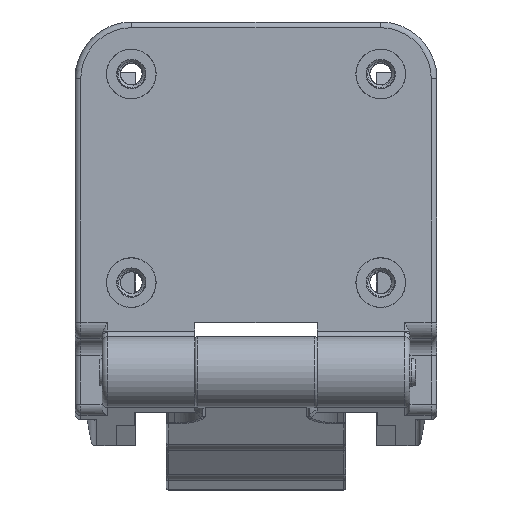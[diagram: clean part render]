
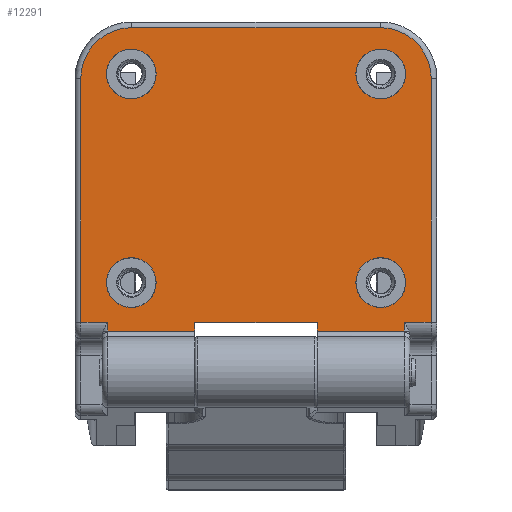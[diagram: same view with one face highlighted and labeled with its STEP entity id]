
A CAD part, top view. The second image highlights one B-rep face of the part: STEP entity #12291.
In plain terms, the highlighted planar face has unit normal (0, 0, 1).
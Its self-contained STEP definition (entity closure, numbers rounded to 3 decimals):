
#136=FACE_BOUND('',#2353,.T.);
#137=FACE_BOUND('',#2354,.T.);
#138=FACE_BOUND('',#2355,.T.);
#139=FACE_BOUND('',#2356,.T.);
#810=PLANE('',#13423);
#1635=FACE_OUTER_BOUND('',#2352,.T.);
#2352=EDGE_LOOP('',(#10521,#10522,#10523,#10524,#10525,#10526,#10527,#10528,
#10529,#10530,#10531,#10532,#10533,#10534));
#2353=EDGE_LOOP('',(#10535));
#2354=EDGE_LOOP('',(#10536));
#2355=EDGE_LOOP('',(#10537));
#2356=EDGE_LOOP('',(#10538));
#2985=LINE('',#23433,#3844);
#2991=LINE('',#23516,#3850);
#2995=LINE('',#23543,#3854);
#2999=LINE('',#23555,#3858);
#3003=LINE('',#23567,#3862);
#3139=LINE('',#24347,#3998);
#3140=LINE('',#24356,#3999);
#3146=LINE('',#24422,#4005);
#3147=LINE('',#24442,#4006);
#3148=LINE('',#24444,#4007);
#3149=LINE('',#24446,#4008);
#3150=LINE('',#24447,#4009);
#3844=VECTOR('',#15445,10.);
#3850=VECTOR('',#15489,10.);
#3854=VECTOR('',#15525,10.);
#3858=VECTOR('',#15539,10.);
#3862=VECTOR('',#15551,10.);
#3998=VECTOR('',#16045,10.);
#3999=VECTOR('',#16058,10.);
#4005=VECTOR('',#16100,10.);
#4006=VECTOR('',#16105,10.);
#4007=VECTOR('',#16106,10.);
#4008=VECTOR('',#16107,10.);
#4009=VECTOR('',#16108,10.);
#4576=CIRCLE('',#13034,2.2);
#4579=CIRCLE('',#13039,2.2);
#4633=CIRCLE('',#13171,4.5);
#4676=CIRCLE('',#13257,2.2);
#4679=CIRCLE('',#13262,2.2);
#4734=CIRCLE('',#13401,4.5);
#5494=VERTEX_POINT('',#22766);
#5497=VERTEX_POINT('',#22775);
#5617=VERTEX_POINT('',#23425);
#5618=VERTEX_POINT('',#23427);
#5619=VERTEX_POINT('',#23431);
#5629=VERTEX_POINT('',#23509);
#5636=VERTEX_POINT('',#23539);
#5639=VERTEX_POINT('',#23553);
#5643=VERTEX_POINT('',#23565);
#5675=VERTEX_POINT('',#23673);
#5678=VERTEX_POINT('',#23682);
#5798=VERTEX_POINT('',#24346);
#5799=VERTEX_POINT('',#24350);
#5800=VERTEX_POINT('',#24354);
#5808=VERTEX_POINT('',#24421);
#5811=VERTEX_POINT('',#24441);
#5812=VERTEX_POINT('',#24443);
#5813=VERTEX_POINT('',#24445);
#6949=EDGE_CURVE('',#5494,#5494,#4576,.T.);
#6953=EDGE_CURVE('',#5497,#5497,#4579,.T.);
#7132=EDGE_CURVE('',#5618,#5617,#4633,.T.);
#7135=EDGE_CURVE('',#5617,#5619,#2985,.T.);
#7155=EDGE_CURVE('',#5629,#5619,#2991,.T.);
#7169=EDGE_CURVE('',#5629,#5636,#2995,.T.);
#7175=EDGE_CURVE('',#5636,#5639,#2999,.T.);
#7181=EDGE_CURVE('',#5643,#5639,#3003,.T.);
#7233=EDGE_CURVE('',#5675,#5675,#4676,.T.);
#7237=EDGE_CURVE('',#5678,#5678,#4679,.T.);
#7424=EDGE_CURVE('',#5798,#5618,#3139,.T.);
#7427=EDGE_CURVE('',#5798,#5799,#4734,.T.);
#7429=EDGE_CURVE('',#5799,#5800,#3140,.T.);
#7446=EDGE_CURVE('',#5808,#5800,#3146,.T.);
#7450=EDGE_CURVE('',#5643,#5811,#3147,.T.);
#7451=EDGE_CURVE('',#5811,#5812,#3148,.T.);
#7452=EDGE_CURVE('',#5813,#5812,#3149,.T.);
#7453=EDGE_CURVE('',#5808,#5813,#3150,.T.);
#10521=ORIENTED_EDGE('',*,*,#7429,.F.);
#10522=ORIENTED_EDGE('',*,*,#7427,.F.);
#10523=ORIENTED_EDGE('',*,*,#7424,.T.);
#10524=ORIENTED_EDGE('',*,*,#7132,.T.);
#10525=ORIENTED_EDGE('',*,*,#7135,.T.);
#10526=ORIENTED_EDGE('',*,*,#7155,.F.);
#10527=ORIENTED_EDGE('',*,*,#7169,.T.);
#10528=ORIENTED_EDGE('',*,*,#7175,.T.);
#10529=ORIENTED_EDGE('',*,*,#7181,.F.);
#10530=ORIENTED_EDGE('',*,*,#7450,.T.);
#10531=ORIENTED_EDGE('',*,*,#7451,.T.);
#10532=ORIENTED_EDGE('',*,*,#7452,.F.);
#10533=ORIENTED_EDGE('',*,*,#7453,.F.);
#10534=ORIENTED_EDGE('',*,*,#7446,.T.);
#10535=ORIENTED_EDGE('',*,*,#6953,.F.);
#10536=ORIENTED_EDGE('',*,*,#6949,.F.);
#10537=ORIENTED_EDGE('',*,*,#7233,.T.);
#10538=ORIENTED_EDGE('',*,*,#7237,.T.);
#12291=ADVANCED_FACE('',(#1635,#136,#137,#138,#139),#810,.T.);
#13034=AXIS2_PLACEMENT_3D('',#22767,#15073,#15074);
#13039=AXIS2_PLACEMENT_3D('',#22776,#15084,#15085);
#13171=AXIS2_PLACEMENT_3D('',#23428,#15437,#15438);
#13257=AXIS2_PLACEMENT_3D('',#23674,#15664,#15665);
#13262=AXIS2_PLACEMENT_3D('',#23683,#15675,#15676);
#13401=AXIS2_PLACEMENT_3D('',#24352,#16052,#16053);
#13423=AXIS2_PLACEMENT_3D('',#24440,#16103,#16104);
#15073=DIRECTION('center_axis',(0.,0.,1.));
#15074=DIRECTION('ref_axis',(-1.,0.,0.));
#15084=DIRECTION('center_axis',(0.,0.,1.));
#15085=DIRECTION('ref_axis',(-1.,0.,0.));
#15437=DIRECTION('center_axis',(0.,0.,1.));
#15438=DIRECTION('ref_axis',(-0.707,0.707,0.));
#15445=DIRECTION('',(0.,-1.,0.));
#15489=DIRECTION('',(-1.,0.,0.));
#15525=DIRECTION('',(0.,-1.,0.));
#15539=DIRECTION('',(1.,0.,0.));
#15551=DIRECTION('',(0.,-1.,0.));
#15664=DIRECTION('center_axis',(0.,0.,-1.));
#15665=DIRECTION('ref_axis',(1.,0.,0.));
#15675=DIRECTION('center_axis',(0.,0.,-1.));
#15676=DIRECTION('ref_axis',(1.,0.,0.));
#16045=DIRECTION('',(-1.,0.,0.));
#16052=DIRECTION('center_axis',(0.,0.,-1.));
#16053=DIRECTION('ref_axis',(0.707,0.707,0.));
#16058=DIRECTION('',(0.,-1.,0.));
#16100=DIRECTION('',(1.,0.,0.));
#16103=DIRECTION('center_axis',(0.,0.,1.));
#16104=DIRECTION('ref_axis',(1.,0.,0.));
#16105=DIRECTION('',(1.,0.,0.));
#16106=DIRECTION('',(0.,-1.,0.));
#16107=DIRECTION('',(-1.,0.,0.));
#16108=DIRECTION('',(0.,-1.,0.));
#22766=CARTESIAN_POINT('',(-8.83,-23.05,3.1));
#22767=CARTESIAN_POINT('Origin',(-11.03,-23.05,3.1));
#22775=CARTESIAN_POINT('',(-8.83,-4.6,3.1));
#22776=CARTESIAN_POINT('Origin',(-11.03,-4.6,3.1));
#23425=CARTESIAN_POINT('',(-15.5,-5.,3.1));
#23427=CARTESIAN_POINT('',(-11.,-0.5,3.1));
#23428=CARTESIAN_POINT('Origin',(-11.,-5.,3.1));
#23431=CARTESIAN_POINT('',(-15.5,-26.567,3.1));
#23433=CARTESIAN_POINT('',(-15.5,-20.88,3.1));
#23509=CARTESIAN_POINT('',(-13.12,-26.567,3.1));
#23516=CARTESIAN_POINT('',(-16.,-26.567,3.1));
#23539=CARTESIAN_POINT('',(-13.12,-27.34,3.1));
#23543=CARTESIAN_POINT('',(-13.12,-22.268,3.1));
#23553=CARTESIAN_POINT('',(-5.4,-27.34,3.1));
#23555=CARTESIAN_POINT('',(-12.,-27.34,3.1));
#23565=CARTESIAN_POINT('',(-5.4,-26.579,3.1));
#23567=CARTESIAN_POINT('',(-5.4,-20.88,3.1));
#23673=CARTESIAN_POINT('',(8.83,-23.05,3.1));
#23674=CARTESIAN_POINT('Origin',(11.03,-23.05,3.1));
#23682=CARTESIAN_POINT('',(8.83,-4.6,3.1));
#23683=CARTESIAN_POINT('Origin',(11.03,-4.6,3.1));
#24346=CARTESIAN_POINT('',(11.,-0.5,3.1));
#24347=CARTESIAN_POINT('',(-9.5,-0.5,3.1));
#24350=CARTESIAN_POINT('',(15.5,-5.,3.1));
#24352=CARTESIAN_POINT('Origin',(11.,-5.,3.1));
#24354=CARTESIAN_POINT('',(15.5,-26.567,3.1));
#24356=CARTESIAN_POINT('',(15.5,-20.88,3.1));
#24421=CARTESIAN_POINT('',(13.12,-26.567,3.1));
#24422=CARTESIAN_POINT('',(16.,-26.567,3.1));
#24440=CARTESIAN_POINT('Origin',(8.,-13.92,3.1));
#24441=CARTESIAN_POINT('',(5.4,-26.579,3.1));
#24442=CARTESIAN_POINT('',(5.35,-26.579,3.1));
#24443=CARTESIAN_POINT('',(5.4,-27.34,3.1));
#24444=CARTESIAN_POINT('',(5.4,-20.88,3.1));
#24445=CARTESIAN_POINT('',(13.12,-27.34,3.1));
#24446=CARTESIAN_POINT('',(12.,-27.34,3.1));
#24447=CARTESIAN_POINT('',(13.12,-22.268,3.1));
